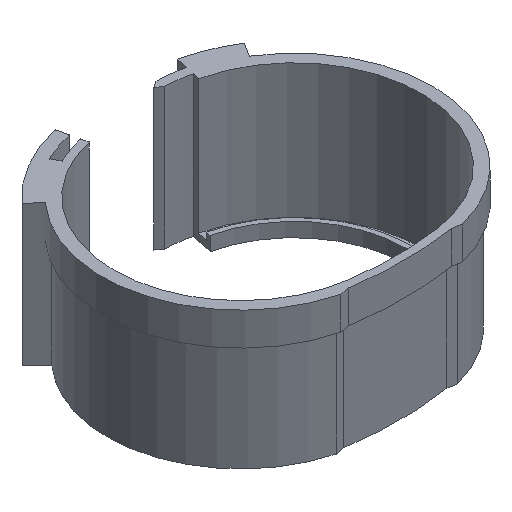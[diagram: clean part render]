
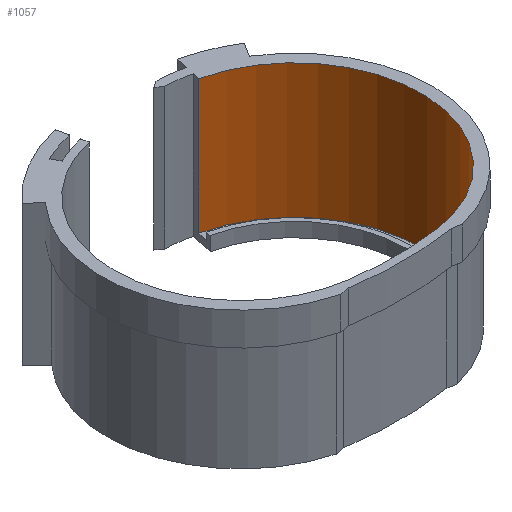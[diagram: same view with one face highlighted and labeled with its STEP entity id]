
A CAD part, isometric view. The second image highlights one B-rep face of the part: STEP entity #1057.
In plain terms, the highlighted cylindrical face has radius 27 mm (diameter 54 mm), a partial arc.
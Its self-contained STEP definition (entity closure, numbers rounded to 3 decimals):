
#17 = VERTEX_POINT ( 'NONE', #1263 ) ;
#35 = CARTESIAN_POINT ( 'NONE',  ( 5.696, -42.621, 1.5 ) ) ;
#105 = CARTESIAN_POINT ( 'NONE',  ( 9.273, -69.383, 1.5 ) ) ;
#145 = DIRECTION ( 'NONE',  ( 1., 0., 0. ) ) ;
#178 = ORIENTED_EDGE ( 'NONE', *, *, #1340, .F. ) ;
#297 = EDGE_CURVE ( 'NONE', #17, #1608, #707, .T. ) ;
#320 = CARTESIAN_POINT ( 'NONE',  ( 9.273, -69.383, 30. ) ) ;
#357 = CARTESIAN_POINT ( 'NONE',  ( 11.682, -16.293, 30. ) ) ;
#447 = VECTOR ( 'NONE', #1183, 1000. ) ;
#449 = VERTEX_POINT ( 'NONE', #357 ) ;
#475 = EDGE_CURVE ( 'NONE', #449, #1313, #1104, .T. ) ;
#496 = DIRECTION ( 'NONE',  ( -1., 0., 0. ) ) ;
#524 = DIRECTION ( 'NONE',  ( 0., 0., 1. ) ) ;
#575 = AXIS2_PLACEMENT_3D ( 'NONE', #1125, #1010, #145 ) ;
#636 = DIRECTION ( 'NONE',  ( -1., 0., 0. ) ) ;
#701 = FACE_OUTER_BOUND ( 'NONE', #1292, .T. ) ;
#707 = LINE ( 'NONE', #320, #447 ) ;
#777 = VECTOR ( 'NONE', #872, 1000. ) ;
#822 = ORIENTED_EDGE ( 'NONE', *, *, #1123, .F. ) ;
#872 = DIRECTION ( 'NONE',  ( 0., 0., -1. ) ) ;
#1007 = AXIS2_PLACEMENT_3D ( 'NONE', #1508, #1021, #496 ) ;
#1010 = DIRECTION ( 'NONE',  ( 0., 0., -1. ) ) ;
#1021 = DIRECTION ( 'NONE',  ( 0., 0., -1. ) ) ;
#1057 = ADVANCED_FACE ( 'NONE', ( #701 ), #1065, .F. ) ;
#1065 = CYLINDRICAL_SURFACE ( 'NONE', #1007, 27. ) ;
#1104 = LINE ( 'NONE', #1495, #777 ) ;
#1123 = EDGE_CURVE ( 'NONE', #1608, #1313, #1342, .T. ) ;
#1125 = CARTESIAN_POINT ( 'NONE',  ( 5.696, -42.621, 30. ) ) ;
#1136 = AXIS2_PLACEMENT_3D ( 'NONE', #35, #524, #636 ) ;
#1178 = CARTESIAN_POINT ( 'NONE',  ( 11.682, -16.293, 1.5 ) ) ;
#1183 = DIRECTION ( 'NONE',  ( 0., 0., -1. ) ) ;
#1190 = ORIENTED_EDGE ( 'NONE', *, *, #297, .F. ) ;
#1263 = CARTESIAN_POINT ( 'NONE',  ( 9.273, -69.383, 30. ) ) ;
#1292 = EDGE_LOOP ( 'NONE', ( #1450, #822, #1190, #178 ) ) ;
#1299 = CIRCLE ( 'NONE', #575, 27. ) ;
#1313 = VERTEX_POINT ( 'NONE', #1178 ) ;
#1340 = EDGE_CURVE ( 'NONE', #449, #17, #1299, .T. ) ;
#1342 = CIRCLE ( 'NONE', #1136, 27. ) ;
#1450 = ORIENTED_EDGE ( 'NONE', *, *, #475, .T. ) ;
#1495 = CARTESIAN_POINT ( 'NONE',  ( 11.682, -16.293, 30. ) ) ;
#1508 = CARTESIAN_POINT ( 'NONE',  ( 5.696, -42.621, 30. ) ) ;
#1608 = VERTEX_POINT ( 'NONE', #105 ) ;
